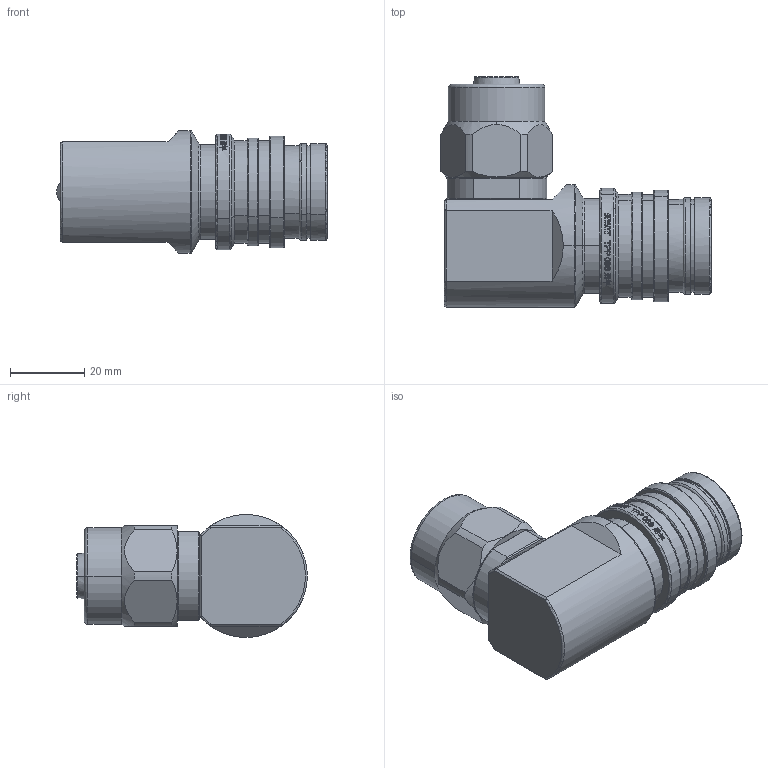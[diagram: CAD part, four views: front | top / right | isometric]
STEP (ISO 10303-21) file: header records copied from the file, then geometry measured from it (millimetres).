
FILE_DESCRIPTION (( 'STEP AP203' ), '1' );
FILE_NAME ('TPP 08S T1321-90-RD.STEP', '2025-01-21T00:59:00', ( 'Windows 蚚誧' ), ( '' ), 'SwSTEP 2.0', 'SolidWorks 2023', '' );
FILE_SCHEMA (( 'CONFIG_CONTROL_DESIGN' ));
Length unit declared in the file: millimetre
Products named in the file (1): TPP 08S T1321-90-RD
Bounding box: 72.7 x 62 x 33 mm (x, y, z)
Volume: 60246.4 mm3; surface area: 14322.1 mm2
Topology: 1 solids, 1 shells, 431 faces, 1105 edges, 726 vertices
Faces by surface type: plane 156, bspline 125, cylinder 65, torus 49, cone 20, sphere 16
Entity records: 16367 total; most frequent: CARTESIAN_POINT 7075, ORIENTED_EDGE 2210, DIRECTION 1424, EDGE_CURVE 1105, VERTEX_POINT 726, AXIS2_PLACEMENT_3D 569, B_SPLINE_CURVE_WITH_KNOTS 519, EDGE_LOOP 481
